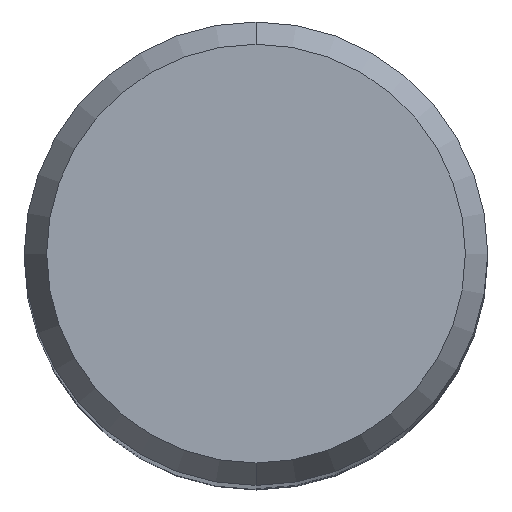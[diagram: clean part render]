
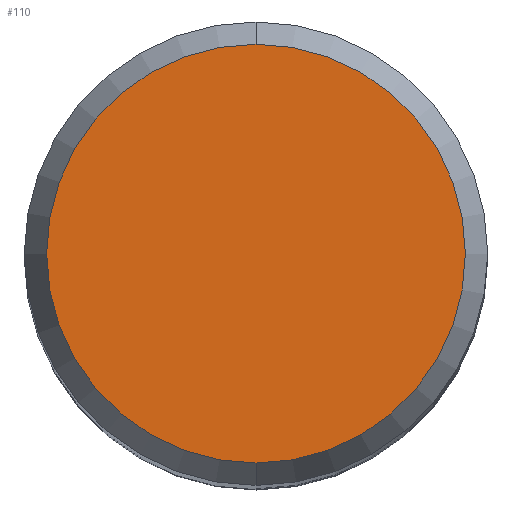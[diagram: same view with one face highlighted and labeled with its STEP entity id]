
A CAD part, top view. The second image highlights one B-rep face of the part: STEP entity #110.
In plain terms, the highlighted planar face has unit normal (0, 0, 1).
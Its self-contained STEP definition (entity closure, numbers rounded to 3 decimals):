
#106=EDGE_CURVE('',#142,#122,#230,.T.);
#110=ADVANCED_FACE('',(#234),#235,.T.);
#122=VERTEX_POINT('',#248);
#142=VERTEX_POINT('',#270);
#176=EDGE_CURVE('',#122,#142,#309,.T.);
#230=CIRCLE('',#362,4.304);
#234=FACE_OUTER_BOUND('',#366,.T.);
#235=PLANE('',#367);
#248=CARTESIAN_POINT('',(0.,-4.304,0.01));
#270=CARTESIAN_POINT('',(0.0,4.304,0.01));
#309=CIRCLE('',#463,4.304);
#362=AXIS2_PLACEMENT_3D('',#508,#509,#510);
#366=EDGE_LOOP('',(#512,#513));
#367=AXIS2_PLACEMENT_3D('',#514,#515,#516);
#463=AXIS2_PLACEMENT_3D('',#602,#603,#604);
#508=CARTESIAN_POINT('',(0.0,0.0,0.01));
#509=DIRECTION('',(0.0,0.0,-1.0));
#510=DIRECTION('',(0.0,1.0,0.0));
#512=ORIENTED_EDGE('',*,*,#106,.F.);
#513=ORIENTED_EDGE('',*,*,#176,.F.);
#514=CARTESIAN_POINT('',(0.0,2.152,0.01));
#515=DIRECTION('',(-0.0,0.0,1.0));
#516=DIRECTION('',(0.0,-1.0,0.0));
#602=CARTESIAN_POINT('',(0.0,0.0,0.01));
#603=DIRECTION('',(0.0,0.0,-1.0));
#604=DIRECTION('',(0.0,1.0,0.0));
